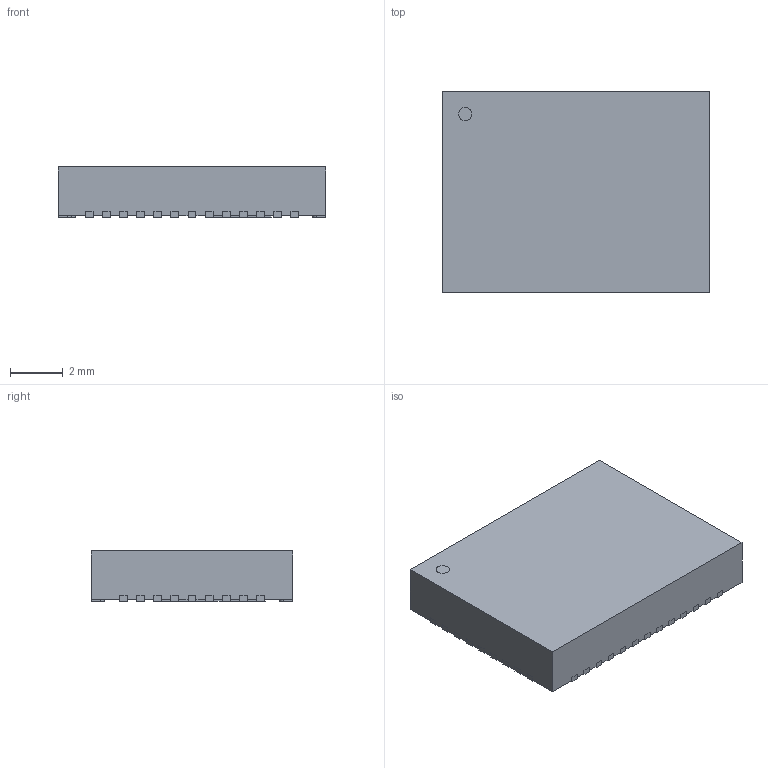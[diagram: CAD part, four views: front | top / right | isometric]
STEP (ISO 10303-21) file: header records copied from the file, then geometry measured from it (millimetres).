
FILE_DESCRIPTION((''),'2;1');
FILE_NAME('ENPIRION_44-PIN QFN.stp','2012-02-08T14:41:22',(''),(''),'Mechanical Desktop 2011','Mechanical Desktop 2011',', , ');
FILE_SCHEMA(('AUTOMOTIVE_DESIGN { 1 2 10303 214 1 1 1 1 }'));
Length unit declared in the file: millimetre
Products named in the file (1): Product
Bounding box: 10.15 x 7.65 x 1.9 mm (x, y, z)
Volume: 144.5 mm3; surface area: 273.7 mm2
Topology: 47 solids, 47 shells, 456 faces, 1086 edges, 724 vertices
Faces by surface type: bspline 236, plane 176, cylinder 44
Entity records: 13681 total; most frequent: CARTESIAN_POINT 3619, ORIENTED_EDGE 2172, DIRECTION 1708, EDGE_CURVE 1086, VECTOR 906, LINE 906, VERTEX_POINT 724, EDGE_LOOP 456
